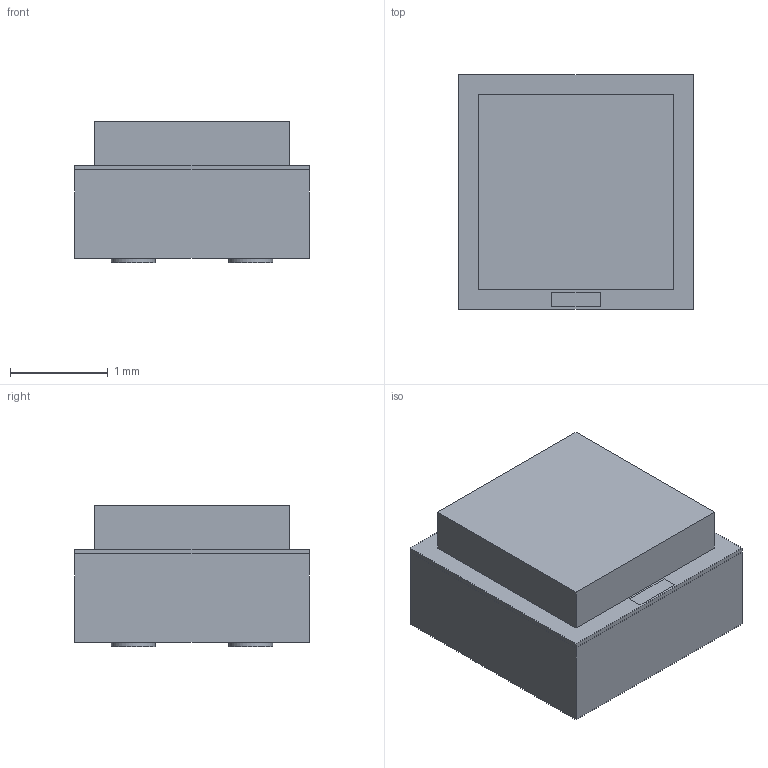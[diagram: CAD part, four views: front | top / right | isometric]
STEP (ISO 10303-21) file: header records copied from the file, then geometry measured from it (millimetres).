
FILE_DESCRIPTION(/* description */ (''),/* implementation_level */ '2;1');
FILE_NAME(/* name */ 'HAMAMATSU_S13360-2050VE_part1.stp',/* time_stamp */ '2016-11-14T16:15:03+01:00',/* author */ ('jchouvet'),/* organization */ (''),/* preprocessor_version */ 'ST-DEVELOPER v16.1',/* originating_system */ 'AutoCAD Mechanical',/* authorisation */ '');
FILE_SCHEMA (('AUTOMOTIVE_DESIGN { 1 0 10303 214 3 1 1 }','AP242_MANAGED_MODEL_BASED_3D_ENGINEERING_MIM_LF { 1 0 10303 442 1 1 4 }'));
Length unit declared in the file: millimetre
Products named in the file (1): Product
Bounding box: 2.4 x 2.4 x 1.45 mm (x, y, z)
Volume: 7.3 mm3; surface area: 45.4 mm2
Topology: 8 solids, 8 shells, 40 faces, 72 edges, 48 vertices
Faces by surface type: plane 36, cylinder 4
Full cylindrical faces by diameter (mm): 0.45 x4
Entity records: 1001 total; most frequent: DIRECTION 158, CARTESIAN_POINT 157, ORIENTED_EDGE 136, EDGE_CURVE 68, LINE 60, VECTOR 60, AXIS2_PLACEMENT_3D 49, VERTEX_POINT 48
